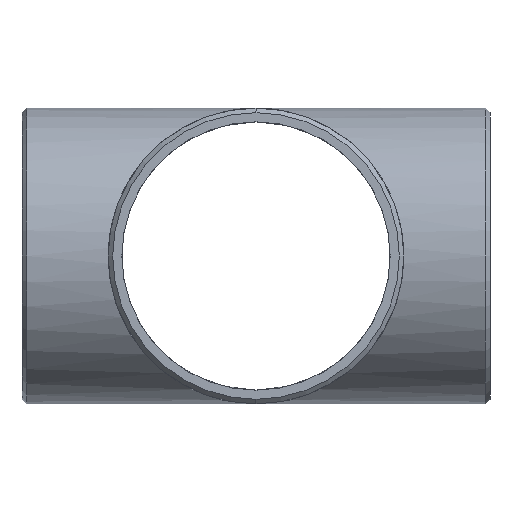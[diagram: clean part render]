
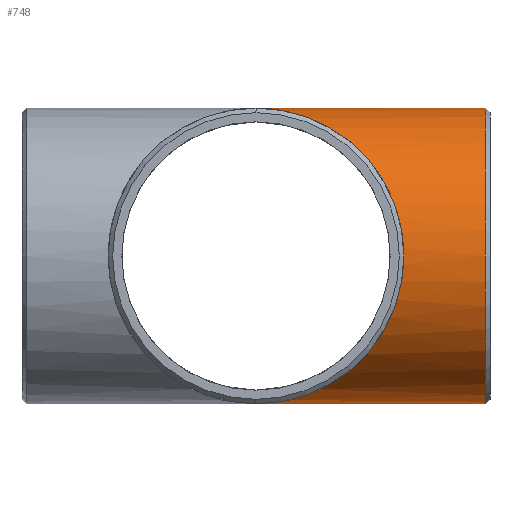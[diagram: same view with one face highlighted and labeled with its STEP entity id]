
A CAD part, left-side view. The second image highlights one B-rep face of the part: STEP entity #748.
In plain terms, the highlighted cylindrical face has radius 136.5 mm (diameter 273 mm), a partial arc.
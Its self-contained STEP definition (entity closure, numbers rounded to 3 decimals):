
#6 = EDGE_CURVE ( 'NONE', #620, #203, #584, .T. ) ;
#10 = CIRCLE ( 'NONE', #651, 136.5 ) ;
#70 = CARTESIAN_POINT ( 'NONE',  ( 0., -216., -136.5 ) ) ;
#82 = ORIENTED_EDGE ( 'NONE', *, *, #593, .T. ) ;
#98 = CYLINDRICAL_SURFACE ( 'NONE', #300, 136.5 ) ;
#122 = CARTESIAN_POINT ( 'NONE',  ( -273., -273., 136.5 ) ) ;
#157 = DIRECTION ( 'NONE',  ( 0., 0., -1. ) ) ;
#203 = VERTEX_POINT ( 'NONE', #455 ) ;
#206 = EDGE_LOOP ( 'NONE', ( #82, #694, #676, #419 ) ) ;
#284 = VECTOR ( 'NONE', #570, 1000. ) ;
#300 = AXIS2_PLACEMENT_3D ( 'NONE', #521, #710, #157 ) ;
#380 = CARTESIAN_POINT ( 'NONE',  ( 0., -216., 136.5 ) ) ;
#414 = VERTEX_POINT ( 'NONE', #533 ) ;
#419 = ORIENTED_EDGE ( 'NONE', *, *, #712, .F. ) ;
#422 = CARTESIAN_POINT ( 'NONE',  ( 0., 0., 136.5 ) ) ;
#450 = DIRECTION ( 'NONE',  ( 0., 0., -1. ) ) ;
#455 = CARTESIAN_POINT ( 'NONE',  ( 0., 0., 136.5 ) ) ;
#504 = CARTESIAN_POINT ( 'NONE',  ( 0., 0., -136.5 ) ) ;
#521 = CARTESIAN_POINT ( 'NONE',  ( 0., -216., 0. ) ) ;
#532 = FACE_OUTER_BOUND ( 'NONE', #206, .T. ) ;
#533 = CARTESIAN_POINT ( 'NONE',  ( 0., -211.767, 136.5 ) ) ;
#565 = VERTEX_POINT ( 'NONE', #632 ) ;
#570 = DIRECTION ( 'NONE',  ( 0., 1., 0. ) ) ;
#583 = DIRECTION ( 'NONE',  ( 0., 1., 0. ) ) ;
#584 =( BOUNDED_CURVE ( )  B_SPLINE_CURVE ( 3, ( #796, #619, #122, #422 ),
 .UNSPECIFIED., .F., .T. ) 
 B_SPLINE_CURVE_WITH_KNOTS ( ( 4, 4 ),
 ( 4.712, 7.854 ),
 .UNSPECIFIED. ) 
 CURVE ( )  GEOMETRIC_REPRESENTATION_ITEM ( )  RATIONAL_B_SPLINE_CURVE ( ( 1., 0.333, 0.333, 1. ) ) 
 REPRESENTATION_ITEM ( '' )  );
#593 = EDGE_CURVE ( 'NONE', #565, #414, #10, .T. ) ;
#619 = CARTESIAN_POINT ( 'NONE',  ( -273., -273., -136.5 ) ) ;
#620 = VERTEX_POINT ( 'NONE', #504 ) ;
#632 = CARTESIAN_POINT ( 'NONE',  ( 0., -211.767, -136.5 ) ) ;
#648 = DIRECTION ( 'NONE',  ( 0., 1., 0. ) ) ;
#651 = AXIS2_PLACEMENT_3D ( 'NONE', #700, #583, #450 ) ;
#676 = ORIENTED_EDGE ( 'NONE', *, *, #6, .F. ) ;
#694 = ORIENTED_EDGE ( 'NONE', *, *, #737, .T. ) ;
#696 = LINE ( 'NONE', #380, #759 ) ;
#700 = CARTESIAN_POINT ( 'NONE',  ( 0., -211.767, 0. ) ) ;
#704 = LINE ( 'NONE', #70, #284 ) ;
#710 = DIRECTION ( 'NONE',  ( 0., 1., 0. ) ) ;
#712 = EDGE_CURVE ( 'NONE', #565, #620, #704, .T. ) ;
#737 = EDGE_CURVE ( 'NONE', #414, #203, #696, .T. ) ;
#748 = ADVANCED_FACE ( 'NONE', ( #532 ), #98, .T. ) ;
#759 = VECTOR ( 'NONE', #648, 1000. ) ;
#796 = CARTESIAN_POINT ( 'NONE',  ( 0., 0., -136.5 ) ) ;
